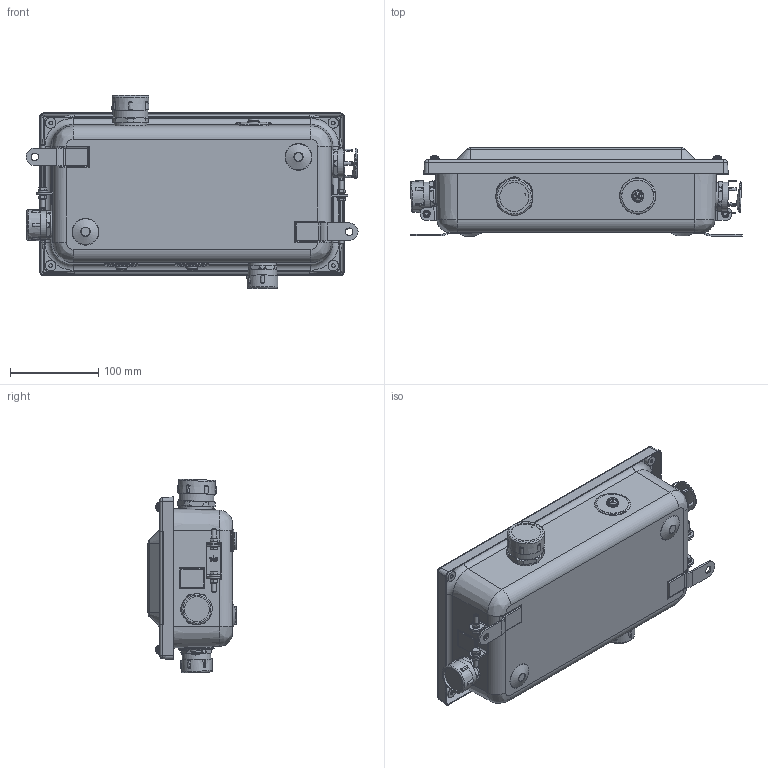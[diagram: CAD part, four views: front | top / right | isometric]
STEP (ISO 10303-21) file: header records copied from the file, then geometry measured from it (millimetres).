
FILE_DESCRIPTION(/* description */ (''),/* implementation_level */ '2;1');
FILE_NAME(/* name */ 'ZETA.KSMR-20.stp',/* time_stamp */ '2022-02-01T13:25:08+07:00',/* author */ ('zeta-09'),/* organization */ (''),/* preprocessor_version */ 'ST-DEVELOPER v18.1',/* originating_system */ 'Autodesk Inventor 2021',/* authorisation */ '');
FILE_SCHEMA (('AUTOMOTIVE_DESIGN { 1 0 10303 214 3 1 1 }'));
Length unit declared in the file: millimetre
Products named in the file (1): Деталь230
Bounding box: 377 x 100 x 220.14 mm (x, y, z)
Volume: 4469973.4 mm3; surface area: 270249.6 mm2
Topology: 1 solids, 7 shells, 1149 faces, 2895 edges, 1804 vertices
Faces by surface type: plane 448, cylinder 294, cone 226, torus 94, bspline 76, sphere 11
Full cylindrical faces by diameter (mm): 3.621 x2, 4 x2, 4.134 x4, 4.3 x2, 4.567 x8, 5 x16, 5.3 x8, 5.5 x4, 6 x4, 6.7 x4, 7 x4, 7.3 x4, 8.5 x2, 10 x8, 12 x4, 14 x3, 28.2 x3, 31.2 x3, 32.5 x3, 33 x1, 36 x3, 37.2 x1, 39.6 x1
Entity records: 40082 total; most frequent: CARTESIAN_POINT 12078, ORIENTED_EDGE 5792, DIRECTION 5547, EDGE_CURVE 2896, AXIS2_PLACEMENT_3D 2233, VERTEX_POINT 1804, EDGE_LOOP 1294, FACE_OUTER_BOUND 1149
